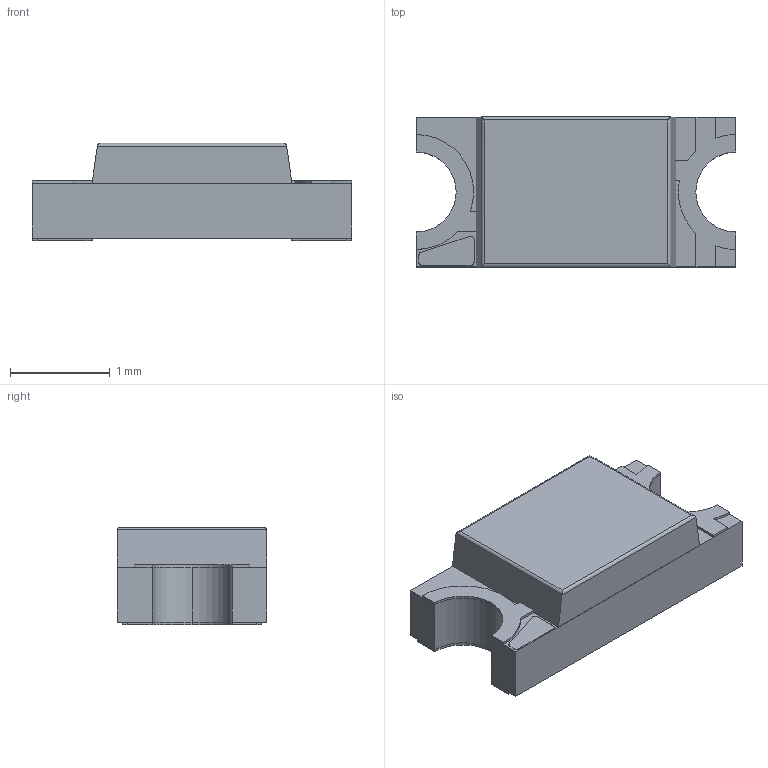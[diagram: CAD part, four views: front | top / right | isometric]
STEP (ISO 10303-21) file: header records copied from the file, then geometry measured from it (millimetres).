
FILE_DESCRIPTION (( 'STEP AP214' ), '1' );
FILE_NAME ('LED1206-RD_ORANGE.STEP', '2024-01-05T14:38:38', ( '微软用户' ), ( '微软中国' ), 'SwSTEP 2.0', 'SolidWorks 2020', '' );
FILE_SCHEMA (( 'AUTOMOTIVE_DESIGN' ));
Length unit declared in the file: millimetre
Products named in the file (1): LED1206-RD_ORANGE
Bounding box: 3.2 x 1.5 x 0.97 mm (x, y, z)
Volume: 3.6 mm3; surface area: 27.1 mm2
Topology: 6 solids, 6 shells, 323 faces, 867 edges, 578 vertices
Faces by surface type: plane 201, bspline 98, cylinder 24
Entity records: 14165 total; most frequent: CARTESIAN_POINT 3099, ORIENTED_EDGE 1734, DIRECTION 1151, EDGE_CURVE 867, LINE 619, VECTOR 619, VERTEX_POINT 578, EDGE_LOOP 345
